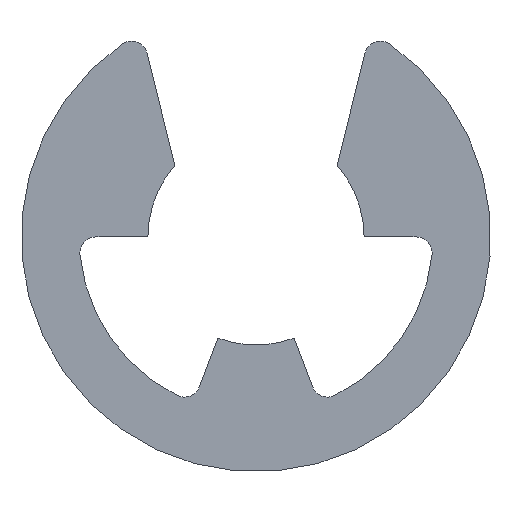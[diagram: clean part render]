
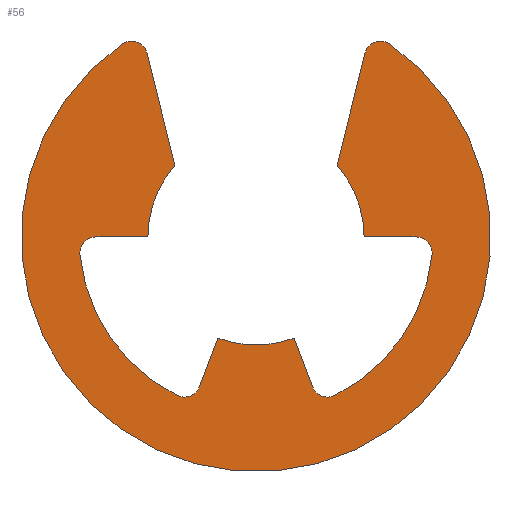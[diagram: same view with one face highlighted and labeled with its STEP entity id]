
A CAD part, left-side view. The second image highlights one B-rep face of the part: STEP entity #56.
In plain terms, the highlighted planar face has unit normal (-1, 0, 0).
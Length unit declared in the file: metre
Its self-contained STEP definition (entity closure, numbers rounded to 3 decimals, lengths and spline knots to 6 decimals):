
#56 = ADVANCED_FACE( 'NONE', ( #119 ), #120, .F. );
#119 = FACE_OUTER_BOUND( '', #186, .T. );
#120 = PLANE( '', #187 );
#186 = EDGE_LOOP( '', ( #277, #278, #279, #280, #281, #282, #283, #284, #285, #286, #287, #288, #289, #290, #291, #292, #293, #294 ) );
#187 = AXIS2_PLACEMENT_3D( '', #295, #296, #297 );
#277 = ORIENTED_EDGE( '', *, *, #445, .F. );
#278 = ORIENTED_EDGE( '', *, *, #428, .T. );
#279 = ORIENTED_EDGE( '', *, *, #446, .F. );
#280 = ORIENTED_EDGE( '', *, *, #447, .F. );
#281 = ORIENTED_EDGE( '', *, *, #448, .F. );
#282 = ORIENTED_EDGE( '', *, *, #449, .T. );
#283 = ORIENTED_EDGE( '', *, *, #431, .F. );
#284 = ORIENTED_EDGE( '', *, *, #450, .T. );
#285 = ORIENTED_EDGE( '', *, *, #436, .F. );
#286 = ORIENTED_EDGE( '', *, *, #451, .F. );
#287 = ORIENTED_EDGE( '', *, *, #452, .F. );
#288 = ORIENTED_EDGE( '', *, *, #453, .T. );
#289 = ORIENTED_EDGE( '', *, *, #442, .F. );
#290 = ORIENTED_EDGE( '', *, *, #419, .T. );
#291 = ORIENTED_EDGE( '', *, *, #422, .F. );
#292 = ORIENTED_EDGE( '', *, *, #454, .F. );
#293 = ORIENTED_EDGE( '', *, *, #455, .F. );
#294 = ORIENTED_EDGE( '', *, *, #456, .T. );
#295 = CARTESIAN_POINT( '', ( -0.00065, 0., 0. ) );
#296 = DIRECTION( '', ( 1., 0., 0. ) );
#297 = DIRECTION( '', ( 0., 1., 0. ) );
#419 = EDGE_CURVE( 'NONE', #496, #494, #497, .T. );
#422 = EDGE_CURVE( 'NONE', #500, #494, #501, .T. );
#428 = EDGE_CURVE( 'NONE', #511, #509, #512, .T. );
#431 = EDGE_CURVE( 'NONE', #515, #516, #517, .T. );
#436 = EDGE_CURVE( 'NONE', #524, #525, #526, .T. );
#442 = EDGE_CURVE( 'NONE', #496, #535, #536, .T. );
#445 = EDGE_CURVE( 'NONE', #511, #539, #540, .T. );
#446 = EDGE_CURVE( 'NONE', #541, #509, #542, .T. );
#447 = EDGE_CURVE( 'NONE', #543, #541, #544, .T. );
#448 = EDGE_CURVE( 'NONE', #545, #543, #546, .T. );
#449 = EDGE_CURVE( 'NONE', #545, #516, #547, .T. );
#450 = EDGE_CURVE( 'NONE', #515, #525, #548, .T. );
#451 = EDGE_CURVE( 'NONE', #549, #524, #550, .T. );
#452 = EDGE_CURVE( 'NONE', #551, #549, #552, .T. );
#453 = EDGE_CURVE( 'NONE', #551, #535, #553, .T. );
#454 = EDGE_CURVE( 'NONE', #554, #500, #555, .T. );
#455 = EDGE_CURVE( 'NONE', #556, #554, #557, .T. );
#456 = EDGE_CURVE( 'NONE', #556, #539, #558, .T. );
#494 = VERTEX_POINT( 'NONE', #604 );
#496 = VERTEX_POINT( 'NONE', #607 );
#497 = CIRCLE( '', #608, 0.00078 );
#500 = VERTEX_POINT( 'NONE', #612 );
#501 = LINE( '', #613, #614 );
#509 = VERTEX_POINT( 'NONE', #624 );
#511 = VERTEX_POINT( 'NONE', #627 );
#512 = CIRCLE( '', #628, 0.00078 );
#515 = VERTEX_POINT( 'NONE', #632 );
#516 = VERTEX_POINT( 'NONE', #633 );
#517 = CIRCLE( '', #634, 0.008555 );
#524 = VERTEX_POINT( 'NONE', #643 );
#525 = VERTEX_POINT( 'NONE', #644 );
#526 = LINE( '', #645, #646 );
#535 = VERTEX_POINT( 'NONE', #658 );
#536 = CIRCLE( '', #659, 0.008555 );
#539 = VERTEX_POINT( 'NONE', #663 );
#540 = CIRCLE( '', #664, 0.01135 );
#541 = VERTEX_POINT( 'NONE', #665 );
#542 = LINE( '', #666, #667 );
#543 = VERTEX_POINT( 'NONE', #668 );
#544 = CIRCLE( '', #669, 0.005225 );
#545 = VERTEX_POINT( 'NONE', #670 );
#546 = LINE( '', #671, #672 );
#547 = CIRCLE( '', #673, 0.00078 );
#548 = CIRCLE( '', #674, 0.00078 );
#549 = VERTEX_POINT( 'NONE', #675 );
#550 = CIRCLE( '', #676, 0.005225 );
#551 = VERTEX_POINT( 'NONE', #677 );
#552 = LINE( '', #678, #679 );
#553 = CIRCLE( '', #680, 0.00078 );
#554 = VERTEX_POINT( 'NONE', #681 );
#555 = CIRCLE( '', #682, 0.005225 );
#556 = VERTEX_POINT( 'NONE', #683 );
#557 = LINE( '', #684, #685 );
#558 = CIRCLE( '', #686, 0.00078 );
#604 = CARTESIAN_POINT( '', ( -0.00065, 0.007736, 0. ) );
#607 = CARTESIAN_POINT( '', ( -0.00065, 0.008512, -0.000858 ) );
#608 = AXIS2_PLACEMENT_3D( '', #744, #745, #746 );
#612 = CARTESIAN_POINT( '', ( -0.00065, 0.005225, 0. ) );
#613 = CARTESIAN_POINT( '', ( -0.00065, 0.005225, 0. ) );
#614 = VECTOR( '', #748, 1. );
#624 = CARTESIAN_POINT( '', ( -0.00065, -0.005264, 0.008875 ) );
#627 = CARTESIAN_POINT( '', ( -0.00065, -0.006466, 0.009328 ) );
#628 = AXIS2_PLACEMENT_3D( '', #755, #756, #757 );
#632 = CARTESIAN_POINT( '', ( -0.00065, -0.003812, -0.007659 ) );
#633 = CARTESIAN_POINT( '', ( -0.00065, -0.008512, -0.000858 ) );
#634 = AXIS2_PLACEMENT_3D( '', #759, #760, #761 );
#643 = CARTESIAN_POINT( '', ( -0.00065, -0.001847, -0.004888 ) );
#644 = CARTESIAN_POINT( '', ( -0.00065, -0.002735, -0.007236 ) );
#645 = CARTESIAN_POINT( '', ( -0.00065, -0.001847, -0.004888 ) );
#646 = VECTOR( '', #767, 1. );
#658 = CARTESIAN_POINT( '', ( -0.00065, 0.003812, -0.007659 ) );
#659 = AXIS2_PLACEMENT_3D( '', #774, #775, #776 );
#663 = CARTESIAN_POINT( '', ( -0.00065, 0.006466, 0.009328 ) );
#664 = AXIS2_PLACEMENT_3D( '', #778, #779, #780 );
#665 = CARTESIAN_POINT( '', ( -0.00065, -0.003919, 0.003456 ) );
#666 = CARTESIAN_POINT( '', ( -0.00065, -0.005523, 0.009916 ) );
#667 = VECTOR( '', #781, 1. );
#668 = CARTESIAN_POINT( '', ( -0.00065, -0.005225, 0. ) );
#669 = AXIS2_PLACEMENT_3D( '', #782, #783, #784 );
#670 = CARTESIAN_POINT( '', ( -0.00065, -0.007736, 0. ) );
#671 = CARTESIAN_POINT( '', ( -0.00065, -0.005225, 0. ) );
#672 = VECTOR( '', #785, 1. );
#673 = AXIS2_PLACEMENT_3D( '', #786, #787, #788 );
#674 = AXIS2_PLACEMENT_3D( '', #789, #790, #791 );
#675 = CARTESIAN_POINT( '', ( -0.00065, 0.001847, -0.004888 ) );
#676 = AXIS2_PLACEMENT_3D( '', #792, #793, #794 );
#677 = CARTESIAN_POINT( '', ( -0.00065, 0.002735, -0.007236 ) );
#678 = CARTESIAN_POINT( '', ( -0.00065, 0.001847, -0.004888 ) );
#679 = VECTOR( '', #795, 1. );
#680 = AXIS2_PLACEMENT_3D( '', #796, #797, #798 );
#681 = CARTESIAN_POINT( '', ( -0.00065, 0.003919, 0.003456 ) );
#682 = AXIS2_PLACEMENT_3D( '', #799, #800, #801 );
#683 = CARTESIAN_POINT( '', ( -0.00065, 0.005264, 0.008875 ) );
#684 = CARTESIAN_POINT( '', ( -0.00065, 0.005523, 0.009916 ) );
#685 = VECTOR( '', #802, 1. );
#686 = AXIS2_PLACEMENT_3D( '', #803, #804, #805 );
#744 = CARTESIAN_POINT( '', ( -0.00065, 0.007736, -0.00078 ) );
#745 = DIRECTION( '', ( 1., 0., 0. ) );
#746 = DIRECTION( '', ( 0., 0., -1. ) );
#748 = DIRECTION( '', ( 0., 1., 0. ) );
#755 = CARTESIAN_POINT( '', ( -0.00065, -0.006021, 0.008687 ) );
#756 = DIRECTION( '', ( -1., 0., 0. ) );
#757 = DIRECTION( '', ( 0., 0., -1. ) );
#759 = CARTESIAN_POINT( '', ( -0.00065, 0., 0. ) );
#760 = DIRECTION( '', ( -1., 0., 0. ) );
#761 = DIRECTION( '', ( 0., 0., -1. ) );
#767 = DIRECTION( '', ( 0., -0.354, -0.935 ) );
#774 = CARTESIAN_POINT( '', ( -0.00065, 0., 0. ) );
#775 = DIRECTION( '', ( -1., 0., 0. ) );
#776 = DIRECTION( '', ( 0., 0., -1. ) );
#778 = CARTESIAN_POINT( '', ( -0.00065, 0., 0. ) );
#779 = DIRECTION( '', ( 1., 0., 0. ) );
#780 = DIRECTION( '', ( 0., 0., -1. ) );
#781 = DIRECTION( '', ( 0., -0.241, 0.971 ) );
#782 = CARTESIAN_POINT( '', ( -0.00065, 0., 0. ) );
#783 = DIRECTION( '', ( -1., 0., 0. ) );
#784 = DIRECTION( '', ( 0., 0., -1. ) );
#785 = DIRECTION( '', ( 0., 1., 0. ) );
#786 = CARTESIAN_POINT( '', ( -0.00065, -0.007736, -0.00078 ) );
#787 = DIRECTION( '', ( 1., 0., 0. ) );
#788 = DIRECTION( '', ( 0., 0., -1. ) );
#789 = CARTESIAN_POINT( '', ( -0.00065, -0.003465, -0.00696 ) );
#790 = DIRECTION( '', ( 1., 0., 0. ) );
#791 = DIRECTION( '', ( 0., 0., -1. ) );
#792 = CARTESIAN_POINT( '', ( -0.00065, 0., 0. ) );
#793 = DIRECTION( '', ( -1., 0., 0. ) );
#794 = DIRECTION( '', ( 0., 0., 1. ) );
#795 = DIRECTION( '', ( 0., -0.354, 0.935 ) );
#796 = CARTESIAN_POINT( '', ( -0.00065, 0.003465, -0.00696 ) );
#797 = DIRECTION( '', ( 1., 0., 0. ) );
#798 = DIRECTION( '', ( 0., 0., -1. ) );
#799 = CARTESIAN_POINT( '', ( -0.00065, 0., 0. ) );
#800 = DIRECTION( '', ( -1., 0., 0. ) );
#801 = DIRECTION( '', ( 0., 0., 1. ) );
#802 = DIRECTION( '', ( 0., -0.241, -0.971 ) );
#803 = CARTESIAN_POINT( '', ( -0.00065, 0.006021, 0.008687 ) );
#804 = DIRECTION( '', ( -1., 0., 0. ) );
#805 = DIRECTION( '', ( 0., 0., -1. ) );
